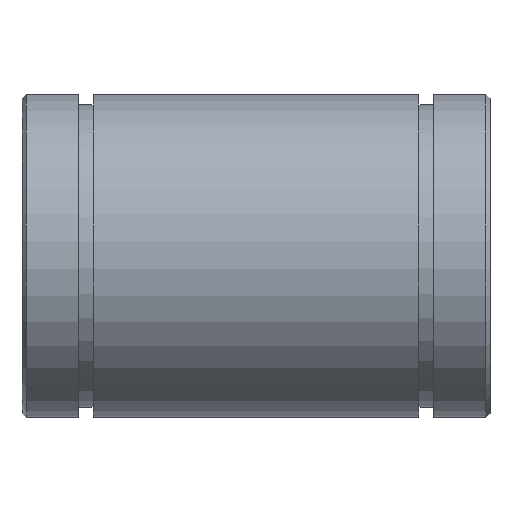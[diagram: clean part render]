
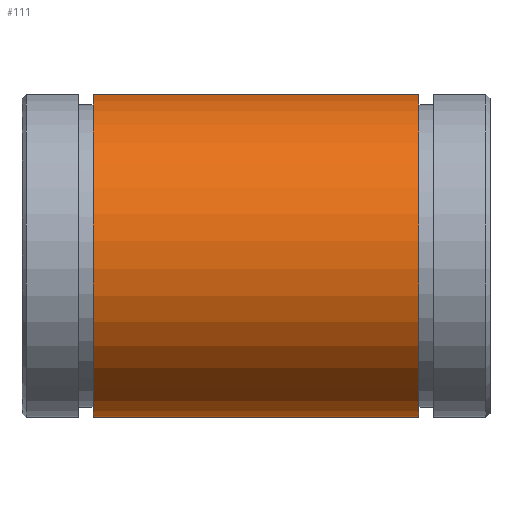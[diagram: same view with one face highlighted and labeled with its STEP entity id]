
A CAD part, top view. The second image highlights one B-rep face of the part: STEP entity #111.
In plain terms, the highlighted cylindrical face has radius 20 mm (diameter 40 mm), a partial arc.
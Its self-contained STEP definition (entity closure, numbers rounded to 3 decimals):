
#111 = ADVANCED_FACE( '', ( #210 ), #211, .T. );
#210 = FACE_OUTER_BOUND( '', #296, .T. );
#211 = CYLINDRICAL_SURFACE( '', #297, 20. );
#296 = EDGE_LOOP( '', ( #488, #489, #490, #491 ) );
#297 = AXIS2_PLACEMENT_3D( '', #492, #493, #494 );
#488 = ORIENTED_EDGE( '', *, *, #595, .T. );
#489 = ORIENTED_EDGE( '', *, *, #555, .F. );
#490 = ORIENTED_EDGE( '', *, *, #607, .F. );
#491 = ORIENTED_EDGE( '', *, *, #622, .T. );
#492 = CARTESIAN_POINT( '', ( 58., 0., 0. ) );
#493 = DIRECTION( '', ( -1., 0., 0. ) );
#494 = DIRECTION( '', ( 0., 0., -1. ) );
#555 = EDGE_CURVE( '', #660, #662, #663, .T. );
#595 = EDGE_CURVE( '', #722, #662, #723, .T. );
#607 = EDGE_CURVE( '', #738, #660, #739, .T. );
#622 = EDGE_CURVE( '', #738, #722, #756, .T. );
#660 = VERTEX_POINT( '', #811 );
#662 = VERTEX_POINT( '', #814 );
#663 = LINE( '', #815, #816 );
#722 = VERTEX_POINT( '', #893 );
#723 = CIRCLE( '', #894, 20. );
#738 = VERTEX_POINT( '', #913 );
#739 = CIRCLE( '', #914, 20. );
#756 = LINE( '', #939, #940 );
#811 = CARTESIAN_POINT( '', ( 49.2, -6.136, -19.036 ) );
#814 = CARTESIAN_POINT( '', ( 8.8, -6.136, -19.036 ) );
#815 = CARTESIAN_POINT( '', ( 58., -6.136, -19.036 ) );
#816 = VECTOR( '', #963, 1000. );
#893 = CARTESIAN_POINT( '', ( 8.8, -4.204, -19.553 ) );
#894 = AXIS2_PLACEMENT_3D( '', #1021, #1022, #1023 );
#913 = CARTESIAN_POINT( '', ( 49.2, -4.204, -19.553 ) );
#914 = AXIS2_PLACEMENT_3D( '', #1037, #1038, #1039 );
#939 = CARTESIAN_POINT( '', ( 58., -4.204, -19.553 ) );
#940 = VECTOR( '', #1051, 1000. );
#963 = DIRECTION( '', ( -1., 0., 0. ) );
#1021 = CARTESIAN_POINT( '', ( 8.8, 0., 0. ) );
#1022 = DIRECTION( '', ( 1., 0., 0. ) );
#1023 = DIRECTION( '', ( 0., 0., -1. ) );
#1037 = CARTESIAN_POINT( '', ( 49.2, 0., 0. ) );
#1038 = DIRECTION( '', ( 1., 0., 0. ) );
#1039 = DIRECTION( '', ( 0., 0., -1. ) );
#1051 = DIRECTION( '', ( -1., 0., 0. ) );
